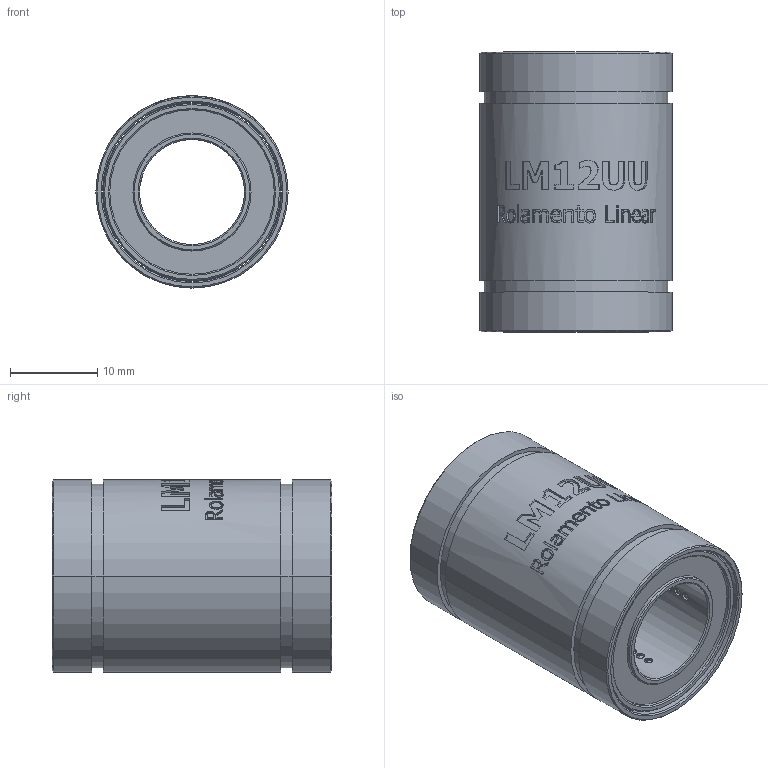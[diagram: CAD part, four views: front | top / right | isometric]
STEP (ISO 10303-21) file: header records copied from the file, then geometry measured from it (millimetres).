
FILE_DESCRIPTION (( 'STEP AP214' ), '1' );
FILE_NAME ('LM12UU.STEP', '2021-09-07T22:16:17', ( '' ), ( '' ), 'SwSTEP 2.0', 'SolidWorks 2019', '' );
FILE_SCHEMA (( 'AUTOMOTIVE_DESIGN' ));
Length unit declared in the file: millimetre
Products named in the file (1): LM12UU
Bounding box: 22 x 32 x 22 mm (x, y, z)
Volume: 7825.9 mm3; surface area: 8715.6 mm2
Topology: 78 solids, 78 shells, 671 faces, 2252 edges, 1508 vertices
Faces by surface type: sphere 304, plane 153, bspline 137, cylinder 53, cone 24
Entity records: 28169 total; most frequent: CARTESIAN_POINT 10936, ORIENTED_EDGE 3412, DIRECTION 2960, EDGE_CURVE 1706, VERTEX_POINT 1266, AXIS2_PLACEMENT_3D 1221, EDGE_LOOP 894, CIRCLE 686
